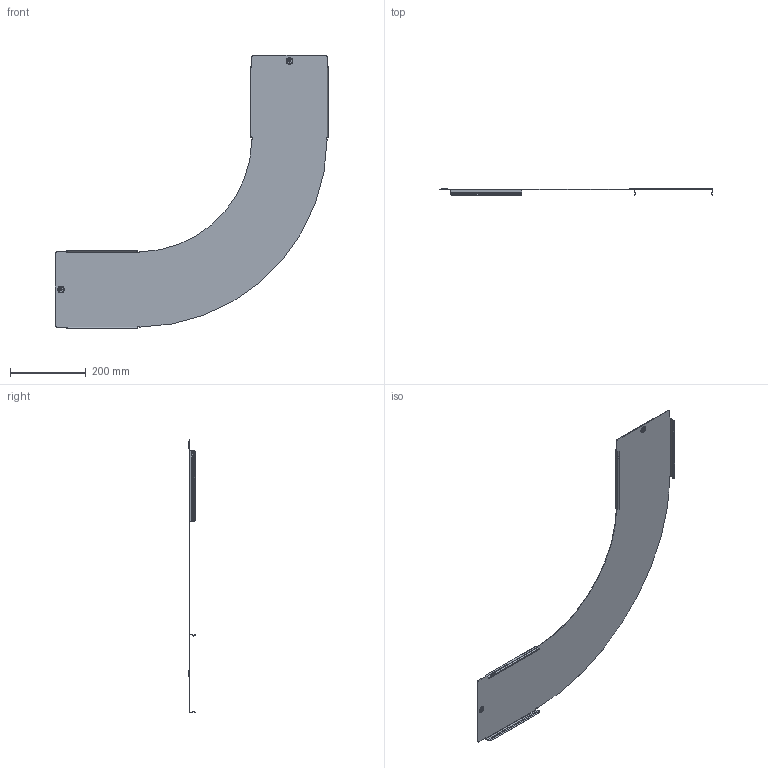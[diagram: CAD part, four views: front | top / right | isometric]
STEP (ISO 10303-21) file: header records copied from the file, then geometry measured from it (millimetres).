
FILE_DESCRIPTION (( 'STEP AP203' ), '1' );
FILE_NAME ('嗜吕 195.00.20_署赅 镱忸痤蜞 磬 90 沭. LESTA R300_-00.step', '2022-01-27T09:44:05', ( '' ), ( '' ), 'SwSTEP 2.0', 'SolidWorks 2017', '' );
FILE_SCHEMA (( 'CONFIG_CONTROL_DESIGN' ));
Length unit declared in the file: millimetre
Products named in the file (1): 嗜吕 195.00.20_署赅 镱忸痤蜞 磬 90 沭. LESTA R300_-00
Bounding box: 720.4 x 17.63 x 720.4 mm (x, y, z)
Volume: 271305.7 mm3; surface area: 455504.7 mm2
Topology: 1 solids, 1 shells, 217 faces, 531 edges, 314 vertices
Faces by surface type: plane 102, cylinder 75, torus 16, bspline 16, cone 8
Entity records: 7489 total; most frequent: CARTESIAN_POINT 2396, ORIENTED_EDGE 1062, DIRECTION 1029, EDGE_CURVE 531, AXIS2_PLACEMENT_3D 372, VERTEX_POINT 314, VECTOR 285, LINE 285
